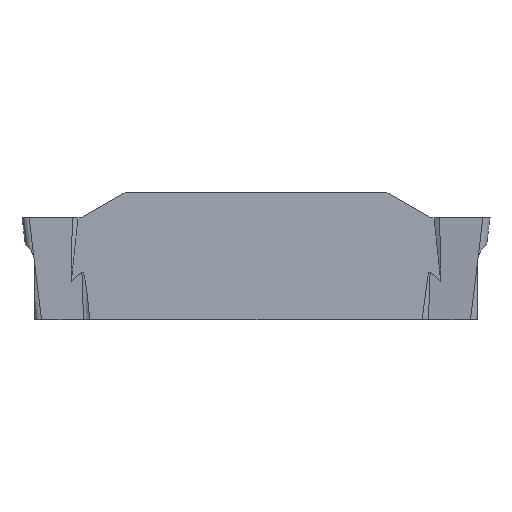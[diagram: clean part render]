
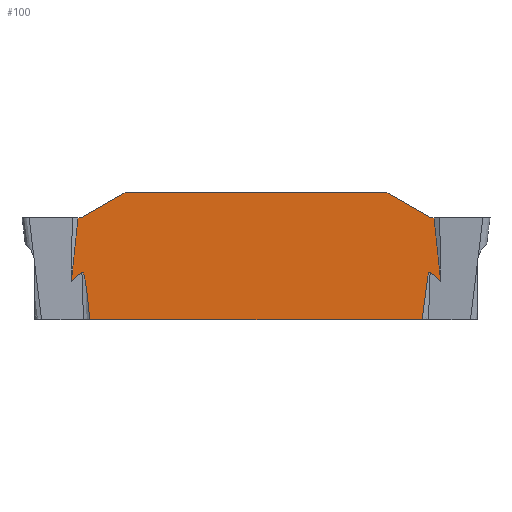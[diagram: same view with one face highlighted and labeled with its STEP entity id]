
A CAD part, left-side view. The second image highlights one B-rep face of the part: STEP entity #100.
In plain terms, the highlighted planar face has unit normal (-1, 0, 0).
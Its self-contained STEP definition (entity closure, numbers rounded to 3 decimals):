
#47=CIRCLE('',#825,0.25);
#48=CIRCLE('',#826,0.25);
#71=B_SPLINE_CURVE_WITH_KNOTS('',3,(#1306,#1307,#1308,#1309,#1310,#1311,
#1312,#1313,#1314,#1315,#1316,#1317,#1318,#1319,#1320,#1321,#1322,#1323,
#1324,#1325,#1326,#1327,#1328,#1329,#1330,#1331,#1332,#1333),
 .UNSPECIFIED.,.F.,.F.,(4,3,3,3,3,3,3,3,3,4),(0.,0.004,0.008,
0.011,0.016,0.024,0.052,
0.187,0.723,1.),.UNSPECIFIED.);
#72=B_SPLINE_CURVE_WITH_KNOTS('',3,(#1338,#1339,#1340,#1341,#1342,#1343,
#1344,#1345,#1346,#1347,#1348,#1349,#1350,#1351,#1352,#1353,#1354,#1355,
#1356,#1357,#1358,#1359,#1360,#1361,#1362,#1363,#1364,#1365,#1366,#1367,
#1368,#1369,#1370,#1371,#1372,#1373,#1374,#1375,#1376,#1377,#1378,#1379,
#1380),.UNSPECIFIED.,.F.,.F.,(4,3,3,3,3,3,3,3,3,3,3,3,3,3,4),(0.,0.314,
0.647,0.814,0.881,0.921,
0.945,0.961,0.975,0.982,
0.987,0.991,0.994,0.998,
1.),.UNSPECIFIED.);
#100=ADVANCED_FACE('SIDE_IB_1_SU5',(#164),#138,.F.);
#138=PLANE('',#827);
#164=FACE_OUTER_BOUND('',#204,.T.);
#204=EDGE_LOOP('',(#283,#284,#285,#286,#287,#288,#289,#290,#291,#292,#293,
#294,#295,#296,#297,#298));
#283=ORIENTED_EDGE('',*,*,#583,.T.);
#284=ORIENTED_EDGE('',*,*,#584,.T.);
#285=ORIENTED_EDGE('',*,*,#585,.T.);
#286=ORIENTED_EDGE('',*,*,#586,.T.);
#287=ORIENTED_EDGE('',*,*,#554,.F.);
#288=ORIENTED_EDGE('',*,*,#587,.T.);
#289=ORIENTED_EDGE('',*,*,#588,.T.);
#290=ORIENTED_EDGE('',*,*,#589,.T.);
#291=ORIENTED_EDGE('',*,*,#590,.T.);
#292=ORIENTED_EDGE('',*,*,#591,.F.);
#293=ORIENTED_EDGE('',*,*,#592,.F.);
#294=ORIENTED_EDGE('',*,*,#593,.F.);
#295=ORIENTED_EDGE('',*,*,#594,.F.);
#296=ORIENTED_EDGE('',*,*,#595,.F.);
#297=ORIENTED_EDGE('',*,*,#596,.F.);
#298=ORIENTED_EDGE('',*,*,#597,.F.);
#478=VERTEX_POINT('',#1042);
#479=VERTEX_POINT('',#1044);
#503=VERTEX_POINT('',#1302);
#504=VERTEX_POINT('',#1303);
#505=VERTEX_POINT('',#1305);
#506=VERTEX_POINT('',#1334);
#507=VERTEX_POINT('',#1337);
#508=VERTEX_POINT('',#1381);
#509=VERTEX_POINT('',#1383);
#510=VERTEX_POINT('',#1385);
#511=VERTEX_POINT('',#1387);
#512=VERTEX_POINT('',#1389);
#513=VERTEX_POINT('',#1391);
#514=VERTEX_POINT('',#1393);
#515=VERTEX_POINT('',#1395);
#516=VERTEX_POINT('',#1397);
#554=EDGE_CURVE('',#478,#479,#664,.T.);
#583=EDGE_CURVE('',#503,#504,#673,.T.);
#584=EDGE_CURVE('',#504,#505,#674,.T.);
#585=EDGE_CURVE('',#505,#506,#71,.T.);
#586=EDGE_CURVE('',#506,#479,#675,.T.);
#587=EDGE_CURVE('',#478,#507,#676,.T.);
#588=EDGE_CURVE('',#507,#508,#72,.T.);
#589=EDGE_CURVE('',#508,#509,#677,.T.);
#590=EDGE_CURVE('',#509,#510,#678,.T.);
#591=EDGE_CURVE('',#511,#510,#679,.T.);
#592=EDGE_CURVE('',#512,#511,#47,.T.);
#593=EDGE_CURVE('',#513,#512,#680,.T.);
#594=EDGE_CURVE('',#514,#513,#681,.T.);
#595=EDGE_CURVE('',#515,#514,#682,.T.);
#596=EDGE_CURVE('',#516,#515,#48,.T.);
#597=EDGE_CURVE('',#503,#516,#683,.T.);
#664=LINE('',#1043,#722);
#673=LINE('',#1301,#731);
#674=LINE('',#1304,#732);
#675=LINE('',#1335,#733);
#676=LINE('',#1336,#734);
#677=LINE('',#1382,#735);
#678=LINE('',#1384,#736);
#679=LINE('',#1386,#737);
#680=LINE('',#1390,#738);
#681=LINE('',#1392,#739);
#682=LINE('',#1394,#740);
#683=LINE('',#1398,#741);
#722=VECTOR('',#865,1.);
#731=VECTOR('',#892,1.);
#732=VECTOR('',#893,1.);
#733=VECTOR('',#894,1.);
#734=VECTOR('',#895,1.);
#735=VECTOR('',#896,1.);
#736=VECTOR('',#897,1.);
#737=VECTOR('',#898,1.);
#738=VECTOR('',#901,1.);
#739=VECTOR('',#902,1.);
#740=VECTOR('',#903,1.);
#741=VECTOR('',#906,1.);
#825=AXIS2_PLACEMENT_3D('',#1388,#899,#900);
#826=AXIS2_PLACEMENT_3D('',#1396,#904,#905);
#827=AXIS2_PLACEMENT_3D('',#1399,#907,#908);
#865=DIRECTION('',(0.,1.,0.));
#892=DIRECTION('',(0.,0.104,-0.995));
#893=DIRECTION('',(0.,-0.769,0.64));
#894=DIRECTION('',(0.,-0.087,-0.996));
#895=DIRECTION('',(0.,-0.087,0.996));
#896=DIRECTION('',(0.,-0.769,-0.64));
#897=DIRECTION('',(0.,0.104,0.995));
#898=DIRECTION('',(0.,-1.,0.));
#899=DIRECTION('',(-1.,0.,0.));
#900=DIRECTION('',(0.,0.,-1.));
#901=DIRECTION('',(0.,-0.866,-0.5));
#902=DIRECTION('',(0.,-1.,0.));
#903=DIRECTION('',(0.,-0.866,0.5));
#904=DIRECTION('',(-1.,0.,0.));
#905=DIRECTION('',(0.,0.,-1.));
#906=DIRECTION('',(0.,-1.,0.));
#907=DIRECTION('',(1.,0.,0.));
#908=DIRECTION('',(0.,0.,-1.));
#1042=CARTESIAN_POINT('',(-1.,-7.396,-4.54));
#1043=CARTESIAN_POINT('',(-1.,0.,-4.54));
#1044=CARTESIAN_POINT('',(-1.,7.396,-4.54));
#1301=CARTESIAN_POINT('',(-1.,7.831,0.821));
#1302=CARTESIAN_POINT('',(-1.,7.917,0.));
#1303=CARTESIAN_POINT('',(-1.,8.212,-2.814));
#1304=CARTESIAN_POINT('',(-1.,1.977,2.375));
#1305=CARTESIAN_POINT('',(-1.,7.742,-2.423));
#1306=CARTESIAN_POINT('',(-1.,7.742,-2.423));
#1307=CARTESIAN_POINT('',(-1.,7.74,-2.421));
#1308=CARTESIAN_POINT('',(-1.,7.737,-2.42));
#1309=CARTESIAN_POINT('',(-1.,7.735,-2.419));
#1310=CARTESIAN_POINT('',(-1.,7.733,-2.417));
#1311=CARTESIAN_POINT('',(-1.,7.73,-2.417));
#1312=CARTESIAN_POINT('',(-1.,7.727,-2.417));
#1313=CARTESIAN_POINT('',(-1.,7.725,-2.416));
#1314=CARTESIAN_POINT('',(-1.,7.723,-2.417));
#1315=CARTESIAN_POINT('',(-1.,7.721,-2.417));
#1316=CARTESIAN_POINT('',(-1.,7.718,-2.418));
#1317=CARTESIAN_POINT('',(-1.,7.715,-2.42));
#1318=CARTESIAN_POINT('',(-1.,7.713,-2.422));
#1319=CARTESIAN_POINT('',(-1.,7.708,-2.425));
#1320=CARTESIAN_POINT('',(-1.,7.704,-2.429));
#1321=CARTESIAN_POINT('',(-1.,7.701,-2.433));
#1322=CARTESIAN_POINT('',(-1.,7.69,-2.447));
#1323=CARTESIAN_POINT('',(-1.,7.682,-2.465));
#1324=CARTESIAN_POINT('',(-1.,7.675,-2.482));
#1325=CARTESIAN_POINT('',(-1.,7.641,-2.563));
#1326=CARTESIAN_POINT('',(-1.,7.624,-2.651));
#1327=CARTESIAN_POINT('',(-1.,7.607,-2.737));
#1328=CARTESIAN_POINT('',(-1.,7.539,-3.081));
#1329=CARTESIAN_POINT('',(-1.,7.502,-3.43));
#1330=CARTESIAN_POINT('',(-1.,7.466,-3.778));
#1331=CARTESIAN_POINT('',(-1.,7.448,-3.958));
#1332=CARTESIAN_POINT('',(-1.,7.431,-4.138));
#1333=CARTESIAN_POINT('',(-1.,7.415,-4.318));
#1334=CARTESIAN_POINT('',(-1.,7.415,-4.318));
#1335=CARTESIAN_POINT('',(-1.,7.734,-0.677));
#1336=CARTESIAN_POINT('',(-1.,-7.734,-0.677));
#1337=CARTESIAN_POINT('',(-1.,-7.415,-4.318));
#1338=CARTESIAN_POINT('',(-1.,-7.415,-4.318));
#1339=CARTESIAN_POINT('',(-1.,-7.433,-4.113));
#1340=CARTESIAN_POINT('',(-1.,-7.452,-3.909));
#1341=CARTESIAN_POINT('',(-1.,-7.474,-3.704));
#1342=CARTESIAN_POINT('',(-1.,-7.497,-3.488));
#1343=CARTESIAN_POINT('',(-1.,-7.522,-3.273));
#1344=CARTESIAN_POINT('',(-1.,-7.553,-3.058));
#1345=CARTESIAN_POINT('',(-1.,-7.569,-2.95));
#1346=CARTESIAN_POINT('',(-1.,-7.586,-2.842));
#1347=CARTESIAN_POINT('',(-1.,-7.608,-2.734));
#1348=CARTESIAN_POINT('',(-1.,-7.616,-2.691));
#1349=CARTESIAN_POINT('',(-1.,-7.626,-2.648));
#1350=CARTESIAN_POINT('',(-1.,-7.636,-2.606));
#1351=CARTESIAN_POINT('',(-1.,-7.643,-2.58));
#1352=CARTESIAN_POINT('',(-1.,-7.65,-2.555));
#1353=CARTESIAN_POINT('',(-1.,-7.658,-2.53));
#1354=CARTESIAN_POINT('',(-1.,-7.662,-2.515));
#1355=CARTESIAN_POINT('',(-1.,-7.668,-2.5));
#1356=CARTESIAN_POINT('',(-1.,-7.674,-2.485));
#1357=CARTESIAN_POINT('',(-1.,-7.677,-2.476));
#1358=CARTESIAN_POINT('',(-1.,-7.681,-2.467));
#1359=CARTESIAN_POINT('',(-1.,-7.686,-2.458));
#1360=CARTESIAN_POINT('',(-1.,-7.69,-2.45));
#1361=CARTESIAN_POINT('',(-1.,-7.695,-2.441));
#1362=CARTESIAN_POINT('',(-1.,-7.7,-2.434));
#1363=CARTESIAN_POINT('',(-1.,-7.703,-2.43));
#1364=CARTESIAN_POINT('',(-1.,-7.706,-2.427));
#1365=CARTESIAN_POINT('',(-1.,-7.709,-2.424));
#1366=CARTESIAN_POINT('',(-1.,-7.712,-2.422));
#1367=CARTESIAN_POINT('',(-1.,-7.715,-2.42));
#1368=CARTESIAN_POINT('',(-1.,-7.718,-2.418));
#1369=CARTESIAN_POINT('',(-1.,-7.72,-2.417));
#1370=CARTESIAN_POINT('',(-1.,-7.722,-2.417));
#1371=CARTESIAN_POINT('',(-1.,-7.725,-2.417));
#1372=CARTESIAN_POINT('',(-1.,-7.727,-2.416));
#1373=CARTESIAN_POINT('',(-1.,-7.729,-2.417));
#1374=CARTESIAN_POINT('',(-1.,-7.732,-2.417));
#1375=CARTESIAN_POINT('',(-1.,-7.734,-2.418));
#1376=CARTESIAN_POINT('',(-1.,-7.737,-2.419));
#1377=CARTESIAN_POINT('',(-1.,-7.739,-2.421));
#1378=CARTESIAN_POINT('',(-1.,-7.74,-2.421));
#1379=CARTESIAN_POINT('',(-1.,-7.741,-2.422));
#1380=CARTESIAN_POINT('',(-1.,-7.742,-2.423));
#1381=CARTESIAN_POINT('',(-1.,-7.742,-2.423));
#1382=CARTESIAN_POINT('',(-1.,-1.977,2.375));
#1383=CARTESIAN_POINT('',(-1.,-8.212,-2.814));
#1384=CARTESIAN_POINT('',(-1.,-7.831,0.821));
#1385=CARTESIAN_POINT('',(-1.,-7.917,0.));
#1386=CARTESIAN_POINT('',(-1.,0.,0.));
#1387=CARTESIAN_POINT('',(-1.,-7.822,0.));
#1388=CARTESIAN_POINT('',(-1.,-7.822,0.25));
#1389=CARTESIAN_POINT('',(-1.,-7.697,0.033));
#1390=CARTESIAN_POINT('',(-1.,-1.939,3.358));
#1391=CARTESIAN_POINT('',(-1.,-5.78,1.14));
#1392=CARTESIAN_POINT('',(-1.,0.,1.14));
#1393=CARTESIAN_POINT('',(-1.,5.78,1.14));
#1394=CARTESIAN_POINT('',(-1.,1.939,3.358));
#1395=CARTESIAN_POINT('',(-1.,7.697,0.033));
#1396=CARTESIAN_POINT('',(-1.,7.822,0.25));
#1397=CARTESIAN_POINT('',(-1.,7.822,0.));
#1398=CARTESIAN_POINT('',(-1.,0.,0.));
#1399=CARTESIAN_POINT('',(-1.,0.,0.));
